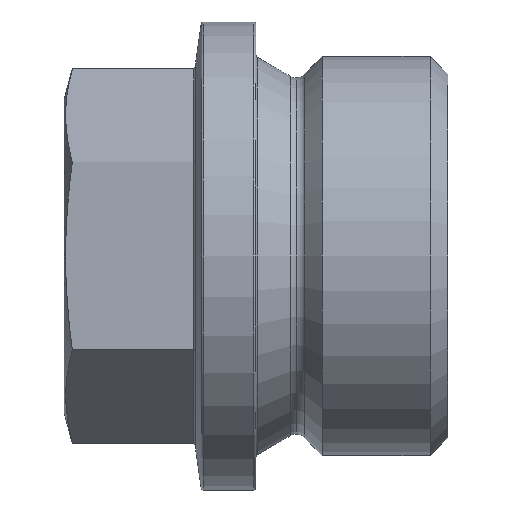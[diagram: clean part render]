
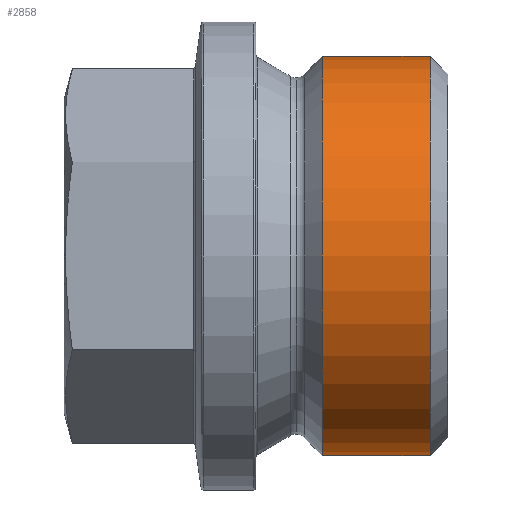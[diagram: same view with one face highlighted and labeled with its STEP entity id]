
A CAD part, front view. The second image highlights one B-rep face of the part: STEP entity #2858.
In plain terms, the highlighted cylindrical face has radius 16.625 mm (diameter 33.25 mm), a partial arc.
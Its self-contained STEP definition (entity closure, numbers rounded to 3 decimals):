
#333 = EDGE_CURVE ( 'NONE', #17115, #3831, #15335, .T. ) ;
#457 = VERTEX_POINT ( 'NONE', #13176 ) ;
#1756 = DIRECTION ( 'NONE',  ( 0., 0., 1. ) ) ;
#1791 = CARTESIAN_POINT ( 'NONE',  ( 5.526, 0., 0. ) ) ;
#1845 = DIRECTION ( 'NONE',  ( 0., 0., 1. ) ) ;
#1879 = CARTESIAN_POINT ( 'NONE',  ( -23.608, 0., 0. ) ) ;
#2858 = ADVANCED_FACE ( 'NONE', ( #13877 ), #9482, .T. ) ;
#2935 = ORIENTED_EDGE ( 'NONE', *, *, #8551, .F. ) ;
#2964 = EDGE_LOOP ( 'NONE', ( #2935, #6805, #12777, #4524 ) ) ;
#3211 = CARTESIAN_POINT ( 'NONE',  ( -23.608, 0., 16.625 ) ) ;
#3226 = DIRECTION ( 'NONE',  ( -1., 0., 0. ) ) ;
#3831 = VERTEX_POINT ( 'NONE', #6583 ) ;
#4524 = ORIENTED_EDGE ( 'NONE', *, *, #8846, .F. ) ;
#4546 = AXIS2_PLACEMENT_3D ( 'NONE', #1791, #14010, #1845 ) ;
#5775 = DIRECTION ( 'NONE',  ( -1., 0., 0. ) ) ;
#6191 = VECTOR ( 'NONE', #5775, 1000. ) ;
#6551 = DIRECTION ( 'NONE',  ( 0., 0., 1. ) ) ;
#6583 = CARTESIAN_POINT ( 'NONE',  ( 14.52, 0., 16.625 ) ) ;
#6805 = ORIENTED_EDGE ( 'NONE', *, *, #333, .T. ) ;
#7028 = LINE ( 'NONE', #11193, #6191 ) ;
#7396 = DIRECTION ( 'NONE',  ( -1., 0., 0. ) ) ;
#8372 = EDGE_CURVE ( 'NONE', #3831, #457, #15941, .T. ) ;
#8551 = EDGE_CURVE ( 'NONE', #17115, #12570, #7028, .T. ) ;
#8846 = EDGE_CURVE ( 'NONE', #12570, #457, #14907, .T. ) ;
#9482 = CYLINDRICAL_SURFACE ( 'NONE', #12811, 16.625 ) ;
#9559 = CARTESIAN_POINT ( 'NONE',  ( 14.52, 0., -16.625 ) ) ;
#10399 = CARTESIAN_POINT ( 'NONE',  ( 5.526, 0., -16.625 ) ) ;
#10488 = DIRECTION ( 'NONE',  ( -1., 0., 0. ) ) ;
#11193 = CARTESIAN_POINT ( 'NONE',  ( -23.608, 0., -16.625 ) ) ;
#12438 = VECTOR ( 'NONE', #7396, 1000. ) ;
#12570 = VERTEX_POINT ( 'NONE', #10399 ) ;
#12777 = ORIENTED_EDGE ( 'NONE', *, *, #8372, .T. ) ;
#12811 = AXIS2_PLACEMENT_3D ( 'NONE', #1879, #3226, #1756 ) ;
#13176 = CARTESIAN_POINT ( 'NONE',  ( 5.526, 0., 16.625 ) ) ;
#13877 = FACE_OUTER_BOUND ( 'NONE', #2964, .T. ) ;
#14010 = DIRECTION ( 'NONE',  ( -1., 0., 0. ) ) ;
#14560 = CARTESIAN_POINT ( 'NONE',  ( 14.52, 0., 0. ) ) ;
#14907 = CIRCLE ( 'NONE', #4546, 16.625 ) ;
#15335 = CIRCLE ( 'NONE', #16307, 16.625 ) ;
#15941 = LINE ( 'NONE', #3211, #12438 ) ;
#16307 = AXIS2_PLACEMENT_3D ( 'NONE', #14560, #10488, #6551 ) ;
#17115 = VERTEX_POINT ( 'NONE', #9559 ) ;
